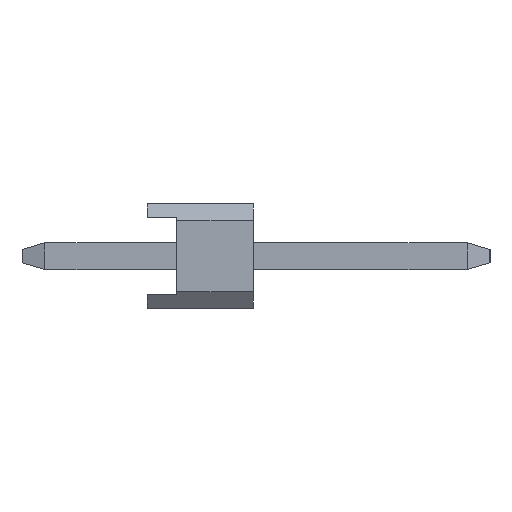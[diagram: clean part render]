
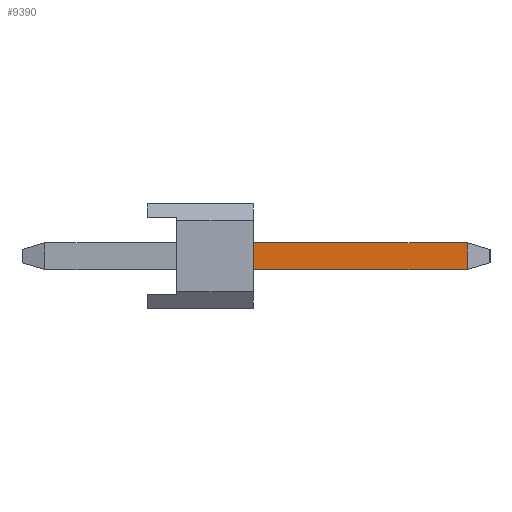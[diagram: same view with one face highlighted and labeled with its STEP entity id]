
A CAD part, left-side view. The second image highlights one B-rep face of the part: STEP entity #9390.
In plain terms, the highlighted planar face has unit normal (-1, 0, 0).
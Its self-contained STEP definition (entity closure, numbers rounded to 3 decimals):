
#4480=EDGE_CURVE('',#5958,#5632,#13116,.T.);
#4736=VERTEX_POINT('',#13401);
#5632=VERTEX_POINT('',#14395);
#5958=VERTEX_POINT('',#14747);
#6358=VERTEX_POINT('',#15185);
#7926=EDGE_CURVE('',#6358,#5958,#16893,.T.);
#8552=EDGE_CURVE('',#4736,#6358,#17580,.T.);
#8784=EDGE_CURVE('',#5632,#4736,#17838,.T.);
#9390=ADVANCED_FACE('',(#18493),#18494,.T.);
#13116=LINE('',#22706,#22707);
#13401=CARTESIAN_POINT('',(-34.61,-2.54,0.32));
#14395=CARTESIAN_POINT('',(-34.61,-2.54,-0.32));
#14747=CARTESIAN_POINT('',(-34.61,-7.654,-0.32));
#15185=CARTESIAN_POINT('',(-34.61,-7.654,0.32));
#16893=LINE('',#28193,#28194);
#17580=LINE('',#29206,#29207);
#17838=LINE('',#29580,#29581);
#18493=FACE_OUTER_BOUND('',#30542,.T.);
#18494=PLANE('',#30543);
#22706=CARTESIAN_POINT('',(-34.61,2.454,-0.32));
#22707=VECTOR('',#36359,1.0);
#28193=CARTESIAN_POINT('',(-34.61,-7.654,0.5));
#28194=VECTOR('',#39940,1.0);
#29206=CARTESIAN_POINT('',(-34.61,-2.6,0.32));
#29207=VECTOR('',#40609,1.0);
#29580=CARTESIAN_POINT('',(-34.61,-2.54,0.252));
#29581=VECTOR('',#40883,1.0);
#30542=EDGE_LOOP('',(#41448,#41449,#41450,#41451));
#30543=AXIS2_PLACEMENT_3D('',#41452,#41453,#41454);
#36359=DIRECTION('',(0.,1.0,0.));
#39940=DIRECTION('',(0.0,0.,-1.0));
#40609=DIRECTION('',(0.,-1.0,0.));
#40883=DIRECTION('',(0.,0.,1.0));
#41448=ORIENTED_EDGE('',*,*,#8784,.F.);
#41449=ORIENTED_EDGE('',*,*,#4480,.F.);
#41450=ORIENTED_EDGE('',*,*,#7926,.F.);
#41451=ORIENTED_EDGE('',*,*,#8552,.F.);
#41452=CARTESIAN_POINT('',(-34.61,2.454,0.5));
#41453=DIRECTION('',(-1.0,0.,0.));
#41454=DIRECTION('',(0.,1.0,0.));
